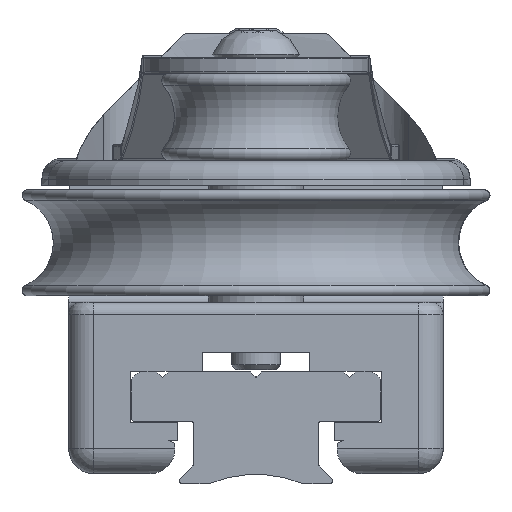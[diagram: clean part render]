
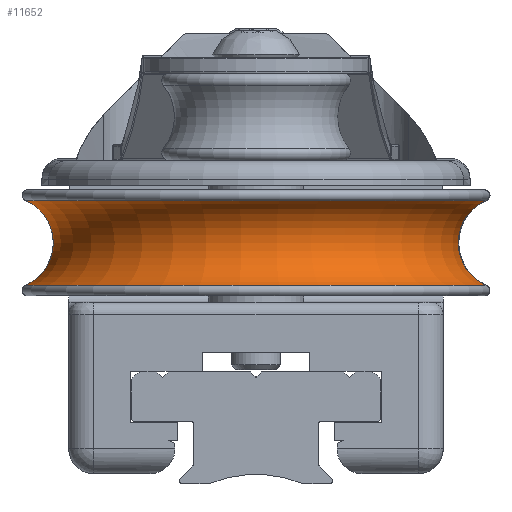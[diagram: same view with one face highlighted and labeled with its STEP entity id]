
A CAD part, front view. The second image highlights one B-rep face of the part: STEP entity #11652.
In plain terms, the highlighted toroidal (fillet/blend) face has major radius 39.9 mm and minor radius 7.4 mm.
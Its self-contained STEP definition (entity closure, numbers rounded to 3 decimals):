
#665=TOROIDAL_SURFACE('',#13041,39.9,7.4);
#2749=FACE_OUTER_BOUND('',#3531,.T.);
#3531=EDGE_LOOP('',(#10356,#10357,#10358,#10359));
#4355=CIRCLE('',#13006,36.963);
#4377=CIRCLE('',#13042,7.4);
#4378=CIRCLE('',#13043,36.963);
#5424=VERTEX_POINT('',#34193);
#5443=VERTEX_POINT('',#34270);
#7064=EDGE_CURVE('',#5424,#5424,#4355,.T.);
#7094=EDGE_CURVE('',#5424,#5443,#4377,.T.);
#7095=EDGE_CURVE('',#5443,#5443,#4378,.T.);
#10356=ORIENTED_EDGE('',*,*,#7064,.T.);
#10357=ORIENTED_EDGE('',*,*,#7094,.T.);
#10358=ORIENTED_EDGE('',*,*,#7095,.F.);
#10359=ORIENTED_EDGE('',*,*,#7094,.F.);
#11652=ADVANCED_FACE('',(#2749),#665,.F.);
#13006=AXIS2_PLACEMENT_3D('',#34194,#16236,#16237);
#13041=AXIS2_PLACEMENT_3D('',#34269,#16307,#16308);
#13042=AXIS2_PLACEMENT_3D('',#34271,#16309,#16310);
#13043=AXIS2_PLACEMENT_3D('',#34272,#16311,#16312);
#16236=DIRECTION('center_axis',(0.,0.,
-1.));
#16237=DIRECTION('ref_axis',(0.073,0.997,0.));
#16307=DIRECTION('center_axis',(0.,0.,
-1.));
#16308=DIRECTION('ref_axis',(-0.997,0.073,0.));
#16309=DIRECTION('center_axis',(-0.073,-0.997,
0.));
#16310=DIRECTION('ref_axis',(0.997,-0.073,0.));
#16311=DIRECTION('center_axis',(0.,0.,
-1.));
#16312=DIRECTION('ref_axis',(0.073,0.997,0.));
#34193=CARTESIAN_POINT('',(36.864,-117.756,-6.708));
#34194=CARTESIAN_POINT('Origin',(0.,-115.05,
-6.708));
#34269=CARTESIAN_POINT('Origin',(0.,-115.05,
-13.5));
#34270=CARTESIAN_POINT('',(36.864,-117.756,-20.292));
#34271=CARTESIAN_POINT('Origin',(39.793,-117.972,-13.5));
#34272=CARTESIAN_POINT('Origin',(0.,-115.05,
-20.292));
